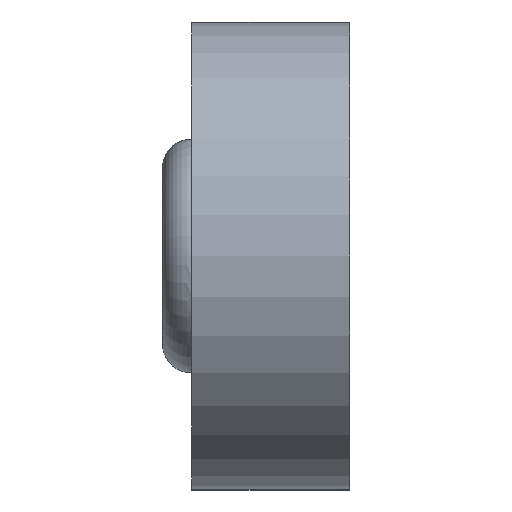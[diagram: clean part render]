
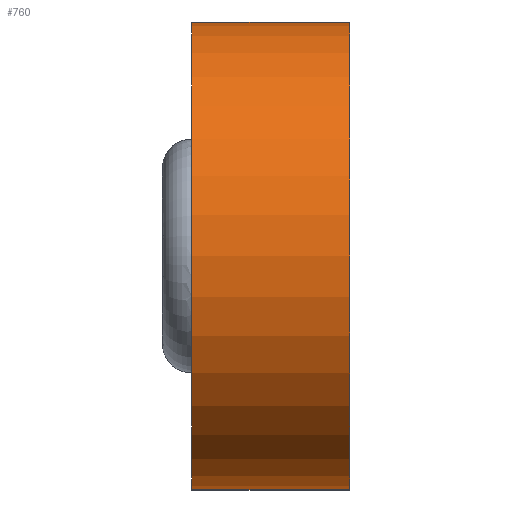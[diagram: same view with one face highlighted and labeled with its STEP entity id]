
A CAD part, left-side view. The second image highlights one B-rep face of the part: STEP entity #760.
In plain terms, the highlighted cylindrical face has radius 4 mm (diameter 8 mm), a partial arc.
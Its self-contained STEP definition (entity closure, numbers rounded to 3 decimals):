
#53 = CARTESIAN_POINT ( 'NONE',  ( -20.5, 0., 0. ) ) ;
#84 = LINE ( 'NONE', #380, #839 ) ;
#113 = CARTESIAN_POINT ( 'NONE',  ( -20.5, 0., -4. ) ) ;
#213 = CARTESIAN_POINT ( 'NONE',  ( -20.5, 2.7, -4. ) ) ;
#261 = CIRCLE ( 'NONE', #353, 4. ) ;
#263 = EDGE_LOOP ( 'NONE', ( #779, #945, #412, #302 ) ) ;
#285 = VERTEX_POINT ( 'NONE', #113 ) ;
#299 = DIRECTION ( 'NONE',  ( 0., 0., -1. ) ) ;
#302 = ORIENTED_EDGE ( 'NONE', *, *, #877, .T. ) ;
#345 = VERTEX_POINT ( 'NONE', #1067 ) ;
#353 = AXIS2_PLACEMENT_3D ( 'NONE', #488, #576, #498 ) ;
#360 = LINE ( 'NONE', #888, #870 ) ;
#380 = CARTESIAN_POINT ( 'NONE',  ( -20.5, 2.7, -4. ) ) ;
#412 = ORIENTED_EDGE ( 'NONE', *, *, #992, .F. ) ;
#428 = CYLINDRICAL_SURFACE ( 'NONE', #828, 4. ) ;
#439 = EDGE_CURVE ( 'NONE', #285, #482, #982, .T. ) ;
#482 = VERTEX_POINT ( 'NONE', #655 ) ;
#488 = CARTESIAN_POINT ( 'NONE',  ( -20.5, 2.7, 0. ) ) ;
#498 = DIRECTION ( 'NONE',  ( 0., 0., 1. ) ) ;
#552 = DIRECTION ( 'NONE',  ( 0., -1., 0. ) ) ;
#556 = FACE_OUTER_BOUND ( 'NONE', #263, .T. ) ;
#576 = DIRECTION ( 'NONE',  ( 0., 1., 0. ) ) ;
#655 = CARTESIAN_POINT ( 'NONE',  ( -20.5, 0., 4. ) ) ;
#729 = CARTESIAN_POINT ( 'NONE',  ( -20.5, 2.7, 0. ) ) ;
#760 = ADVANCED_FACE ( 'NONE', ( #556 ), #428, .T. ) ;
#777 = AXIS2_PLACEMENT_3D ( 'NONE', #53, #825, #830 ) ;
#779 = ORIENTED_EDGE ( 'NONE', *, *, #439, .T. ) ;
#808 = DIRECTION ( 'NONE',  ( 0., -1., 0. ) ) ;
#813 = DIRECTION ( 'NONE',  ( 0., -1., 0. ) ) ;
#825 = DIRECTION ( 'NONE',  ( 0., 1., 0. ) ) ;
#828 = AXIS2_PLACEMENT_3D ( 'NONE', #729, #552, #299 ) ;
#830 = DIRECTION ( 'NONE',  ( 0., 0., 1. ) ) ;
#831 = EDGE_CURVE ( 'NONE', #345, #482, #360, .T. ) ;
#839 = VECTOR ( 'NONE', #813, 1000. ) ;
#870 = VECTOR ( 'NONE', #808, 1000. ) ;
#877 = EDGE_CURVE ( 'NONE', #1012, #285, #84, .T. ) ;
#888 = CARTESIAN_POINT ( 'NONE',  ( -20.5, 2.7, 4. ) ) ;
#945 = ORIENTED_EDGE ( 'NONE', *, *, #831, .F. ) ;
#982 = CIRCLE ( 'NONE', #777, 4. ) ;
#992 = EDGE_CURVE ( 'NONE', #1012, #345, #261, .T. ) ;
#1012 = VERTEX_POINT ( 'NONE', #213 ) ;
#1067 = CARTESIAN_POINT ( 'NONE',  ( -20.5, 2.7, 4. ) ) ;
